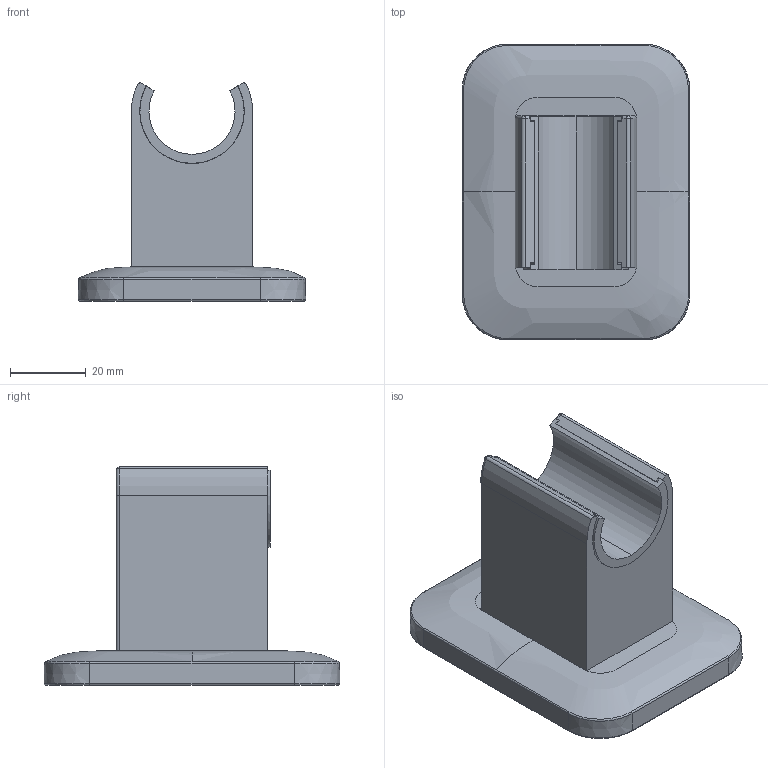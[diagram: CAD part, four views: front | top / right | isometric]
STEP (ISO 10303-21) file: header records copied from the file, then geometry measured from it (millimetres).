
FILE_DESCRIPTION (( 'STEP AP203' ), '1' );
FILE_NAME ('28050845-00.STEP', '2018-07-03T14:47:13', ( '' ), ( '' ), 'SwSTEP 2.0', 'SolidWorks 2017', '' );
FILE_SCHEMA (( 'CONFIG_CONTROL_DESIGN' ));
Length unit declared in the file: millimetre
Products named in the file (4): 28050845-00; Planungsmmodell_Rosette-+-09.27.84.021.90-01_K1_60x78x9; Planungsmodell_Halter-+-09.17.20.035.94-01_ _K3; Planungsmodell_Huelse-+-09.18.40.078.90-01_-_K1
Assembly tree (3 placements, depth 2):
  28050845-00
    Planungsmmodell_Rosette-+-09.27.84.021.90-01_K1_60x78x9
    Planungsmodell_Halter-+-09.17.20.035.94-01_ _K3
    Planungsmodell_Huelse-+-09.18.40.078.90-01_-_K1
Bounding box: 59.99 x 77.99 x 57.51 mm (x, y, z)
Volume: 84868.9 mm3; surface area: 24893.8 mm2
Topology: 3 solids, 3 shells, 73 faces, 189 edges, 120 vertices
Faces by surface type: plane 25, cylinder 24, bspline 12, torus 6, cone 4, sphere 2
Entity records: 5131 total; most frequent: CARTESIAN_POINT 3058, ORIENTED_EDGE 374, DIRECTION 329, EDGE_CURVE 187, AXIS2_PLACEMENT_3D 128, VERTEX_POINT 120, VECTOR 73, ADVANCED_FACE 73
